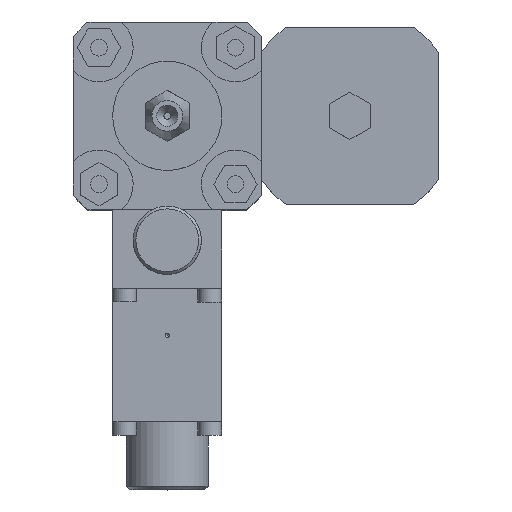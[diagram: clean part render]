
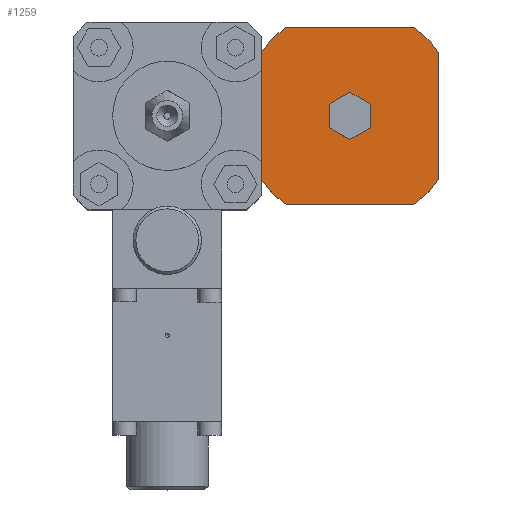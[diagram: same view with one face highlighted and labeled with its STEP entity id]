
A CAD part, top view. The second image highlights one B-rep face of the part: STEP entity #1259.
In plain terms, the highlighted planar face has unit normal (0, 0, 1).
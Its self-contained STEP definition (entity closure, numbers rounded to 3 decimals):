
#575=CARTESIAN_POINT('',(47.5,-3.464,101.0));
#576=VERTEX_POINT('',#575);
#583=CARTESIAN_POINT('',(53.5,-6.928,101.0));
#584=VERTEX_POINT('',#583);
#585=CARTESIAN_POINT('',(53.5,-6.928,101.0));
#586=DIRECTION('',(-0.866,0.5,0.0));
#587=VECTOR('',#586,6.928);
#588=LINE('',#585,#587);
#589=EDGE_CURVE('',#584,#576,#588,.T.);
#613=CARTESIAN_POINT('',(47.5,3.464,101.0));
#614=VERTEX_POINT('',#613);
#621=CARTESIAN_POINT('',(47.5,-3.464,101.0));
#622=DIRECTION('',(0.0,1.0,0.0));
#623=VECTOR('',#622,6.928);
#624=LINE('',#621,#623);
#625=EDGE_CURVE('',#576,#614,#624,.T.);
#644=CARTESIAN_POINT('',(53.5,6.928,101.0));
#645=VERTEX_POINT('',#644);
#652=CARTESIAN_POINT('',(47.5,3.464,101.0));
#653=DIRECTION('',(0.866,0.5,0.0));
#654=VECTOR('',#653,6.928);
#655=LINE('',#652,#654);
#656=EDGE_CURVE('',#614,#645,#655,.T.);
#675=CARTESIAN_POINT('',(59.5,3.464,101.0));
#676=VERTEX_POINT('',#675);
#683=CARTESIAN_POINT('',(53.5,6.928,101.0));
#684=DIRECTION('',(0.866,-0.5,0.0));
#685=VECTOR('',#684,6.928);
#686=LINE('',#683,#685);
#687=EDGE_CURVE('',#645,#676,#686,.T.);
#706=CARTESIAN_POINT('',(59.5,-3.464,101.0));
#707=VERTEX_POINT('',#706);
#714=CARTESIAN_POINT('',(59.5,3.464,101.0));
#715=DIRECTION('',(0.0,-1.0,0.0));
#716=VECTOR('',#715,6.928);
#717=LINE('',#714,#716);
#718=EDGE_CURVE('',#676,#707,#717,.T.);
#736=CARTESIAN_POINT('',(59.5,-3.464,101.0));
#737=DIRECTION('',(-0.866,-0.5,0.0));
#738=VECTOR('',#737,6.928);
#739=LINE('',#736,#738);
#740=EDGE_CURVE('',#707,#584,#739,.T.);
#1002=CARTESIAN_POINT('',(27.5,18.655,101.0));
#1003=VERTEX_POINT('',#1002);
#1004=CARTESIAN_POINT('',(34.845,26.,101.0));
#1005=VERTEX_POINT('',#1004);
#1006=CARTESIAN_POINT('',(53.5,0.,101.));
#1007=DIRECTION('',(0.0,0.0,-1.));
#1008=DIRECTION('',(-0.812,0.583,0.0));
#1009=AXIS2_PLACEMENT_3D('',#1006,#1007,#1008);
#1010=CIRCLE('',#1009,32.);
#1011=EDGE_CURVE('',#1003,#1005,#1010,.T.);
#1044=CARTESIAN_POINT('',(72.155,26.,101.0));
#1045=VERTEX_POINT('',#1044);
#1046=CARTESIAN_POINT('',(34.845,26.,101.));
#1047=DIRECTION('',(1.0,0.0,0.0));
#1048=VECTOR('',#1047,37.31);
#1049=LINE('',#1046,#1048);
#1050=EDGE_CURVE('',#1005,#1045,#1049,.T.);
#1075=CARTESIAN_POINT('',(79.5,18.655,101.0));
#1076=VERTEX_POINT('',#1075);
#1077=CARTESIAN_POINT('',(53.5,0.,101.));
#1078=DIRECTION('',(0.0,0.0,-1.0));
#1079=DIRECTION('',(0.583,0.812,0.0));
#1080=AXIS2_PLACEMENT_3D('',#1077,#1078,#1079);
#1081=CIRCLE('',#1080,32.);
#1082=EDGE_CURVE('',#1045,#1076,#1081,.T.);
#1108=CARTESIAN_POINT('',(79.5,-18.655,101.0));
#1109=VERTEX_POINT('',#1108);
#1110=CARTESIAN_POINT('',(79.5,18.655,101.));
#1111=DIRECTION('',(0.0,-1.0,0.0));
#1112=VECTOR('',#1111,37.31);
#1113=LINE('',#1110,#1112);
#1114=EDGE_CURVE('',#1076,#1109,#1113,.T.);
#1139=CARTESIAN_POINT('',(72.155,-26.,101.0));
#1140=VERTEX_POINT('',#1139);
#1141=CARTESIAN_POINT('',(53.5,0.,101.));
#1142=DIRECTION('',(0.0,0.0,-1.));
#1143=DIRECTION('',(0.812,-0.583,0.0));
#1144=AXIS2_PLACEMENT_3D('',#1141,#1142,#1143);
#1145=CIRCLE('',#1144,32.);
#1146=EDGE_CURVE('',#1109,#1140,#1145,.T.);
#1172=CARTESIAN_POINT('',(34.845,-26.,101.0));
#1173=VERTEX_POINT('',#1172);
#1174=CARTESIAN_POINT('',(72.155,-26.,101.));
#1175=DIRECTION('',(-1.0,0.0,0.0));
#1176=VECTOR('',#1175,37.31);
#1177=LINE('',#1174,#1176);
#1178=EDGE_CURVE('',#1140,#1173,#1177,.T.);
#1203=CARTESIAN_POINT('',(27.5,-18.655,101.0));
#1204=VERTEX_POINT('',#1203);
#1205=CARTESIAN_POINT('',(53.5,0.,101.));
#1206=DIRECTION('',(0.0,0.0,-1.0));
#1207=DIRECTION('',(-0.583,-0.812,0.0));
#1208=AXIS2_PLACEMENT_3D('',#1205,#1206,#1207);
#1209=CIRCLE('',#1208,32.);
#1210=EDGE_CURVE('',#1173,#1204,#1209,.T.);
#1231=CARTESIAN_POINT('',(53.5,0.,101.0));
#1232=DIRECTION('',(0.0,0.0,1.0));
#1233=DIRECTION('',(1.0,0.0,0.0));
#1234=AXIS2_PLACEMENT_3D('',#1231,#1232,#1233);
#1235=PLANE('',#1234);
#1236=CARTESIAN_POINT('',(27.5,-18.655,101.));
#1237=DIRECTION('',(0.0,1.0,0.0));
#1238=VECTOR('',#1237,37.31);
#1239=LINE('',#1236,#1238);
#1240=EDGE_CURVE('',#1204,#1003,#1239,.T.);
#1241=ORIENTED_EDGE('',*,*,#1240,.F.);
#1242=ORIENTED_EDGE('',*,*,#1210,.F.);
#1243=ORIENTED_EDGE('',*,*,#1178,.F.);
#1244=ORIENTED_EDGE('',*,*,#1146,.F.);
#1245=ORIENTED_EDGE('',*,*,#1114,.F.);
#1246=ORIENTED_EDGE('',*,*,#1082,.F.);
#1247=ORIENTED_EDGE('',*,*,#1050,.F.);
#1248=ORIENTED_EDGE('',*,*,#1011,.F.);
#1249=EDGE_LOOP('',(#1241,#1242,#1243,#1244,#1245,#1246,#1247,#1248));
#1250=FACE_OUTER_BOUND('',#1249,.T.);
#1251=ORIENTED_EDGE('',*,*,#589,.T.);
#1252=ORIENTED_EDGE('',*,*,#625,.T.);
#1253=ORIENTED_EDGE('',*,*,#656,.T.);
#1254=ORIENTED_EDGE('',*,*,#687,.T.);
#1255=ORIENTED_EDGE('',*,*,#718,.T.);
#1256=ORIENTED_EDGE('',*,*,#740,.T.);
#1257=EDGE_LOOP('',(#1251,#1252,#1253,#1254,#1255,#1256));
#1258=FACE_BOUND('',#1257,.T.);
#1259=ADVANCED_FACE('',(#1250,#1258),#1235,.T.);
